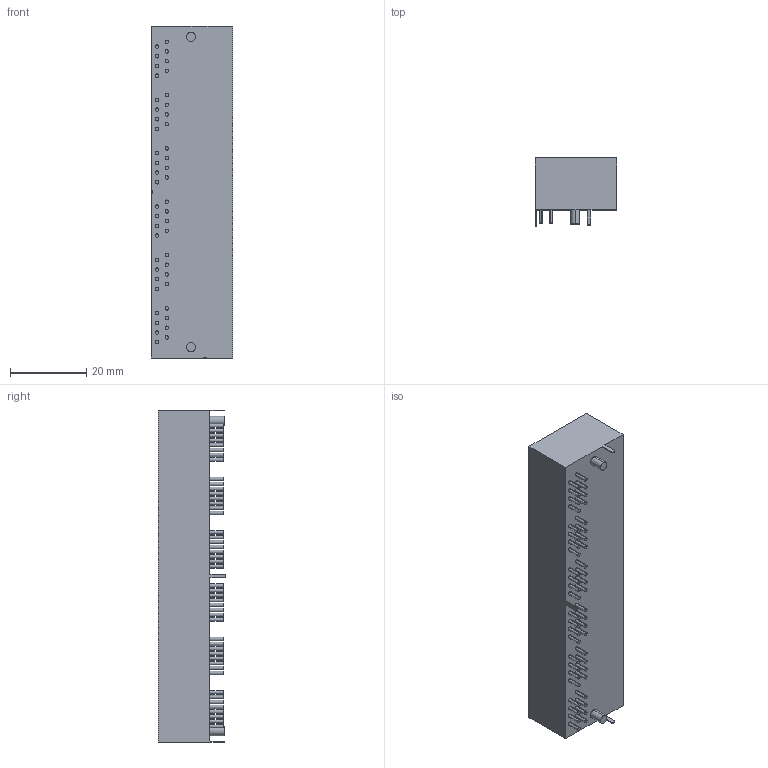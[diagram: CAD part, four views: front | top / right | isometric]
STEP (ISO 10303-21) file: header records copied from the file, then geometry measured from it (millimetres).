
FILE_DESCRIPTION (( 'STEP AP214' ), '1' );
FILE_NAME ('09455511126.STEP', '2015-06-14T13:46:29', ( '' ), ( '' ), 'SwSTEP 2.0', 'SolidWorks 2014', '' );
FILE_SCHEMA (( 'AUTOMOTIVE_DESIGN' ));
Length unit declared in the file: millimetre
Products named in the file (1): 09455511126
Bounding box: 21.27 x 17.8 x 87 mm (x, y, z)
Volume: 17186.4 mm3; surface area: 10477.6 mm2
Topology: 1 solids, 1 shells, 252 faces, 582 edges, 388 vertices
Faces by surface type: plane 146, cylinder 106
Entity records: 7298 total; most frequent: DIRECTION 1300, CARTESIAN_POINT 1223, ORIENTED_EDGE 1164, EDGE_CURVE 582, AXIS2_PLACEMENT_3D 465, VERTEX_POINT 388, VECTOR 370, LINE 370
